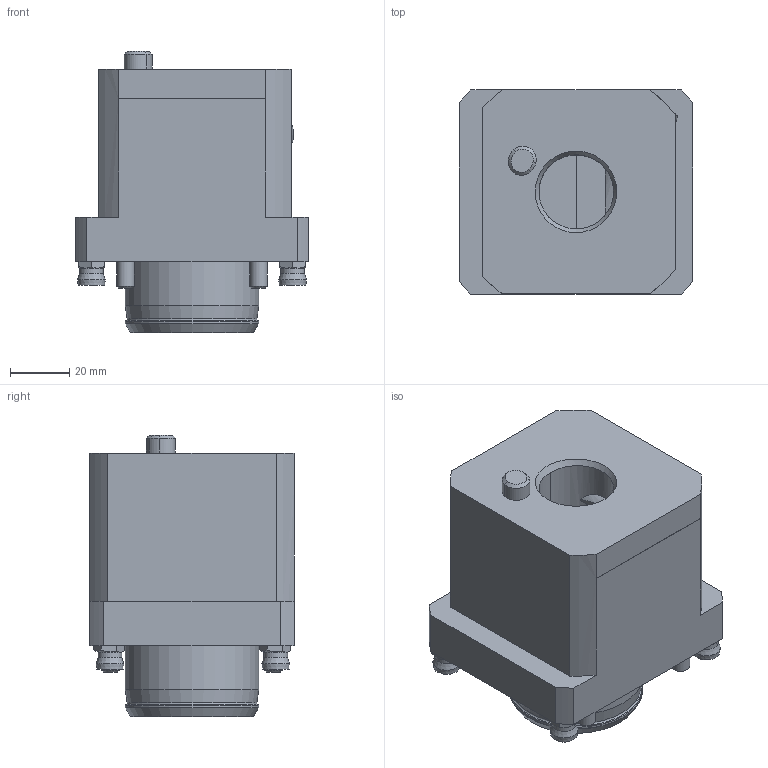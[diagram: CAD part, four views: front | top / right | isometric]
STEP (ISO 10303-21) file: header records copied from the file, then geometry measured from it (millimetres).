
FILE_DESCRIPTION(/* description */ (''),/* implementation_level */ '2;1');
FILE_NAME(/* name */ '10000999828nxv000_00_214.stp',/* time_stamp */ '2022-02-07T14:01:27+01:00',/* author */ (''),/* organization */ (''),/* preprocessor_version */ 'ST-DEVELOPER v16.7',/* originating_system */ 'SIEMENS PLM Software NX 12.0',/* authorisation */ '');
FILE_SCHEMA (('AUTOMOTIVE_DESIGN { 1 0 10303 214 3 1 1 1 }'));
Length unit declared in the file: millimetre
Products named in the file (1): 10000999828nxv000_00
Bounding box: 79 x 69 x 95 mm (x, y, z)
Volume: 313536.3 mm3; surface area: 37595.8 mm2
Topology: 1 solids, 1 shells, 125 faces, 330 edges, 219 vertices
Faces by surface type: plane 66, cylinder 31, cone 25, torus 3
Full cylindrical faces by diameter (mm): 6 x4, 8 x4, 45 x2
Entity records: 3742 total; most frequent: CARTESIAN_POINT 789, DIRECTION 587, ORIENTED_EDGE 558, EDGE_CURVE 279, AXIS2_PLACEMENT_3D 228, VERTEX_POINT 201, EDGE_LOOP 170, LINE 131
